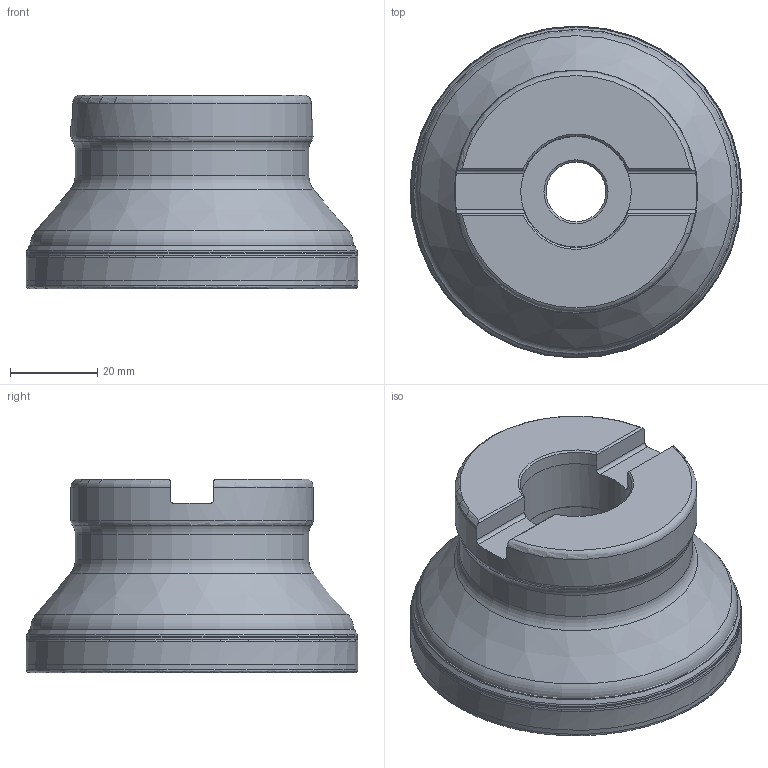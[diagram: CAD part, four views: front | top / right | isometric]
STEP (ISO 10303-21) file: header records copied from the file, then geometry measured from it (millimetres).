
FILE_DESCRIPTION(/* description */ (''),/* implementation_level */ '2;1');
FILE_NAME(/* name */ 'E-catalog-F90-TP11-D300Z5S100I.stp',/* time_stamp */ '2023-10-17T16:41:38+09:00',/* author */ (''),/* organization */ (''),/* preprocessor_version */ 'ST-DEVELOPER v16',/* originating_system */ 'SIEMENS PLM Software NX 10.0',/* authorisation */ '');
FILE_SCHEMA (('AP203_CONFIGURATION_CONTROLLED_3D_DESIGN_OF_MECHANICAL_PARTS_AND_ASSEMBLIES_MIM_LF { 1 0 10303 403 2 1 2}'));
Length unit declared in the file: millimetre
Products named in the file (1): 1022B364674Env44
Bounding box: 76.22 x 76.21 x 44.45 mm (x, y, z)
Volume: 112923.9 mm3; surface area: 25190.9 mm2
Topology: 1 solids, 2 shells, 76 faces, 227 edges, 181 vertices
Faces by surface type: revolution 24, plane 18, torus 15, cylinder 10, cone 9
Full cylindrical faces by diameter (mm): 13.7 x1, 21 x1, 25.4 x1, 26.4 x1, 53.6 x1, 55.6 x1
Entity records: 2480 total; most frequent: CARTESIAN_POINT 870, DIRECTION 299, ORIENTED_EDGE 238, EDGE_LOOP 130, AXIS2_PLACEMENT_3D 124, EDGE_CURVE 119, FACE_BOUND 108, VERTEX_POINT 97
